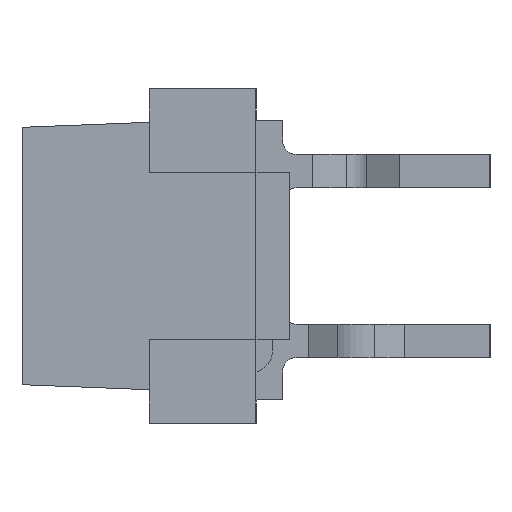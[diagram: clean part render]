
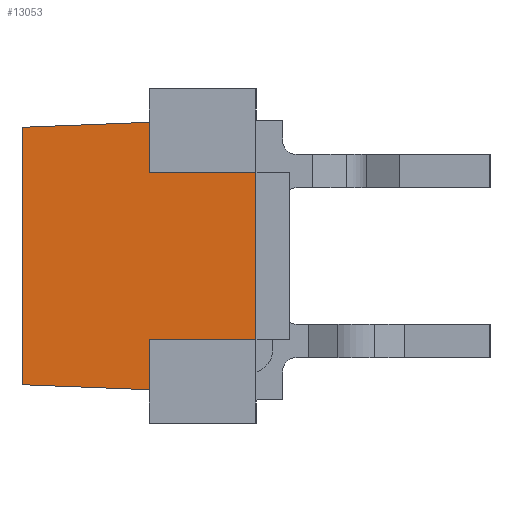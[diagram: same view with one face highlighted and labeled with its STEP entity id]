
A CAD part, left-side view. The second image highlights one B-rep face of the part: STEP entity #13053.
In plain terms, the highlighted planar face has unit normal (-1, 0, 0).
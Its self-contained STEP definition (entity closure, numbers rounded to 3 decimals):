
#1592=DIRECTION('',(0.,0.,1.));
#1593=VECTOR('',#1592,0.75);
#1594=CARTESIAN_POINT('',(-6.575,2.1,-2.));
#1595=LINE('',#1594,#1593);
#1596=DIRECTION('',(0.,-0.999,-0.039));
#1597=VECTOR('',#1596,1.901);
#1598=CARTESIAN_POINT('',(-6.575,4.,-1.925));
#1599=LINE('',#1598,#1597);
#1600=DIRECTION('',(0.,0.,-1.));
#1601=VECTOR('',#1600,3.85);
#1602=CARTESIAN_POINT('',(-6.575,4.,1.925));
#1603=LINE('',#1602,#1601);
#1604=DIRECTION('',(0.,0.999,-0.039));
#1605=VECTOR('',#1604,1.901);
#1606=CARTESIAN_POINT('',(-6.575,2.1,2.));
#1607=LINE('',#1606,#1605);
#1608=DIRECTION('',(0.,0.,-1.));
#1609=VECTOR('',#1608,0.75);
#1610=CARTESIAN_POINT('',(-6.575,2.1,2.));
#1611=LINE('',#1610,#1609);
#1612=DIRECTION('',(0.,1.,0.));
#1613=VECTOR('',#1612,1.6);
#1614=CARTESIAN_POINT('',(-6.575,0.5,1.25));
#1615=LINE('',#1614,#1613);
#1616=DIRECTION('',(0.,0.,1.));
#1617=VECTOR('',#1616,2.5);
#1618=CARTESIAN_POINT('',(-6.575,0.5,-1.25));
#1619=LINE('',#1618,#1617);
#1620=DIRECTION('',(0.,-1.,0.));
#1621=VECTOR('',#1620,1.6);
#1622=CARTESIAN_POINT('',(-6.575,2.1,-1.25));
#1623=LINE('',#1622,#1621);
#9128=CARTESIAN_POINT('',(-6.575,4.,1.925));
#9129=CARTESIAN_POINT('',(-6.575,4.,-1.925));
#9130=VERTEX_POINT('',#9128);
#9131=VERTEX_POINT('',#9129);
#9176=CARTESIAN_POINT('',(-6.575,2.1,-2.));
#9177=CARTESIAN_POINT('',(-6.575,2.1,-1.25));
#9178=VERTEX_POINT('',#9176);
#9179=VERTEX_POINT('',#9177);
#9180=CARTESIAN_POINT('',(-6.575,0.5,-1.25));
#9181=VERTEX_POINT('',#9180);
#9182=CARTESIAN_POINT('',(-6.575,2.1,2.));
#9183=CARTESIAN_POINT('',(-6.575,2.1,1.25));
#9184=VERTEX_POINT('',#9182);
#9185=VERTEX_POINT('',#9183);
#9186=CARTESIAN_POINT('',(-6.575,0.5,1.25));
#9187=VERTEX_POINT('',#9186);
#13037=CARTESIAN_POINT('',(-6.575,0.,0.));
#13038=DIRECTION('',(-1.,0.,0.));
#13039=DIRECTION('',(0.,0.,1.));
#13040=AXIS2_PLACEMENT_3D('',#13037,#13038,#13039);
#13041=PLANE('',#13040);
#13042=ORIENTED_EDGE('',*,*,#12100,.F.);
#13043=ORIENTED_EDGE('',*,*,#12124,.F.);
#13044=ORIENTED_EDGE('',*,*,#12137,.F.);
#13045=ORIENTED_EDGE('',*,*,#12690,.F.);
#13046=ORIENTED_EDGE('',*,*,#12713,.T.);
#13047=ORIENTED_EDGE('',*,*,#12738,.F.);
#13048=ORIENTED_EDGE('',*,*,#12753,.F.);
#13050=ORIENTED_EDGE('',*,*,#13049,.F.);
#13051=EDGE_LOOP('',(#13042,#13043,#13044,#13045,#13046,#13047,#13048,#13050));
#13052=FACE_OUTER_BOUND('',#13051,.F.);
#13053=ADVANCED_FACE('',(#13052),#13041,.T.);
#12100=EDGE_CURVE('',#9178,#9179,#1595,.T.);
#12124=EDGE_CURVE('',#9131,#9178,#1599,.T.);
#12137=EDGE_CURVE('',#9130,#9131,#1603,.T.);
#12690=EDGE_CURVE('',#9184,#9130,#1607,.T.);
#12713=EDGE_CURVE('',#9184,#9185,#1611,.T.);
#12738=EDGE_CURVE('',#9187,#9185,#1615,.T.);
#12753=EDGE_CURVE('',#9181,#9187,#1619,.T.);
#13049=EDGE_CURVE('',#9179,#9181,#1623,.T.);
